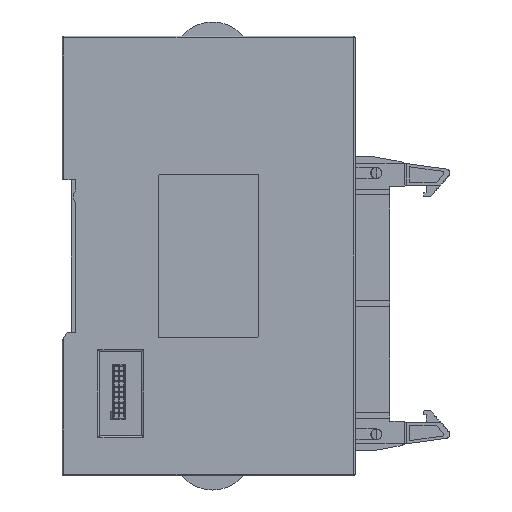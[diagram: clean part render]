
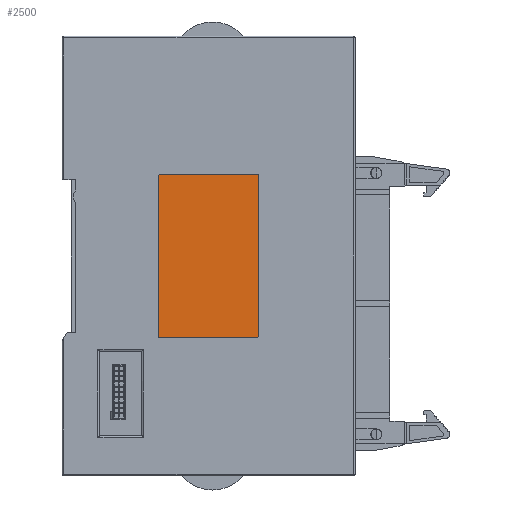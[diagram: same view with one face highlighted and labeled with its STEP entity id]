
A CAD part, left-side view. The second image highlights one B-rep face of the part: STEP entity #2500.
In plain terms, the highlighted planar face has unit normal (-1, 0, 0).
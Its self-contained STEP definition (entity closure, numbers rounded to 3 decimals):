
#308=(
BOUNDED_CURVE()
B_SPLINE_CURVE(2,(#52307,#52308,#52309),.UNSPECIFIED.,.F.,.F.)
B_SPLINE_CURVE_WITH_KNOTS((3,3),(0.,1.),.UNSPECIFIED.)
CURVE()
GEOMETRIC_REPRESENTATION_ITEM()
RATIONAL_B_SPLINE_CURVE((1.,0.707,1.))
REPRESENTATION_ITEM('')
);
#310=(
BOUNDED_CURVE()
B_SPLINE_CURVE(2,(#52323,#52324,#52325),.UNSPECIFIED.,.F.,.F.)
B_SPLINE_CURVE_WITH_KNOTS((3,3),(0.,1.),.UNSPECIFIED.)
CURVE()
GEOMETRIC_REPRESENTATION_ITEM()
RATIONAL_B_SPLINE_CURVE((1.,0.707,1.))
REPRESENTATION_ITEM('')
);
#312=(
BOUNDED_CURVE()
B_SPLINE_CURVE(2,(#52343,#52344,#52345),.UNSPECIFIED.,.F.,.F.)
B_SPLINE_CURVE_WITH_KNOTS((3,3),(0.,1.),.UNSPECIFIED.)
CURVE()
GEOMETRIC_REPRESENTATION_ITEM()
RATIONAL_B_SPLINE_CURVE((1.,0.707,1.))
REPRESENTATION_ITEM('')
);
#314=(
BOUNDED_CURVE()
B_SPLINE_CURVE(2,(#52355,#52356,#52357),.UNSPECIFIED.,.F.,.F.)
B_SPLINE_CURVE_WITH_KNOTS((3,3),(0.,1.),.UNSPECIFIED.)
CURVE()
GEOMETRIC_REPRESENTATION_ITEM()
RATIONAL_B_SPLINE_CURVE((1.,0.707,1.))
REPRESENTATION_ITEM('')
);
#2500=ADVANCED_FACE('',(#4153),#30398,.T.);
#4153=FACE_OUTER_BOUND('',#5962,.T.);
#5962=EDGE_LOOP('',(#14573,#14574,#14575,#14576,#14577,#14578,#14579,#14580));
#14573=ORIENTED_EDGE('',*,*,#19557,.F.);
#14574=ORIENTED_EDGE('',*,*,#19544,.F.);
#14575=ORIENTED_EDGE('',*,*,#19536,.F.);
#14576=ORIENTED_EDGE('',*,*,#19538,.F.);
#14577=ORIENTED_EDGE('',*,*,#19543,.F.);
#14578=ORIENTED_EDGE('',*,*,#19547,.F.);
#14579=ORIENTED_EDGE('',*,*,#19552,.F.);
#14580=ORIENTED_EDGE('',*,*,#19553,.F.);
#19536=EDGE_CURVE('',#28474,#28475,#308,.T.);
#19538=EDGE_CURVE('',#28476,#28474,#24406,.T.);
#19543=EDGE_CURVE('',#28479,#28476,#310,.T.);
#19544=EDGE_CURVE('',#28475,#28480,#24410,.T.);
#19547=EDGE_CURVE('',#28482,#28479,#24413,.T.);
#19552=EDGE_CURVE('',#28485,#28482,#312,.T.);
#19553=EDGE_CURVE('',#28486,#28485,#24417,.T.);
#19557=EDGE_CURVE('',#28480,#28486,#314,.T.);
#24406=B_SPLINE_CURVE_WITH_KNOTS('',1,(#52312,#52313),.UNSPECIFIED.,.F.,
 .F.,(2,2),(0.,23.),.UNSPECIFIED.);
#24410=B_SPLINE_CURVE_WITH_KNOTS('',1,(#52326,#52327),.UNSPECIFIED.,.F.,
 .F.,(2,2),(0.,38.),.UNSPECIFIED.);
#24413=B_SPLINE_CURVE_WITH_KNOTS('',1,(#52332,#52333),.UNSPECIFIED.,.F.,
 .F.,(2,2),(0.,38.),.UNSPECIFIED.);
#24417=B_SPLINE_CURVE_WITH_KNOTS('',1,(#52346,#52347),.UNSPECIFIED.,.F.,
 .F.,(2,2),(0.,23.),.UNSPECIFIED.);
#28474=VERTEX_POINT('',#44945);
#28475=VERTEX_POINT('',#44946);
#28476=VERTEX_POINT('',#44947);
#28479=VERTEX_POINT('',#44950);
#28480=VERTEX_POINT('',#44951);
#28482=VERTEX_POINT('',#44953);
#28485=VERTEX_POINT('',#44956);
#28486=VERTEX_POINT('',#44957);
#30398=PLANE('',#32192);
#32192=AXIS2_PLACEMENT_3D('',#42598,#33819,$);
#33819=DIRECTION('',(-1.,0.,0.));
#42598=CARTESIAN_POINT('',(-345.703,-71.468,212.686));
#44945=CARTESIAN_POINT('',(-345.703,-97.38,255.598));
#44946=CARTESIAN_POINT('',(-345.703,-97.88,255.098));
#44947=CARTESIAN_POINT('',(-345.703,-74.38,255.598));
#44950=CARTESIAN_POINT('',(-345.703,-73.88,255.098));
#44951=CARTESIAN_POINT('',(-345.703,-97.88,217.098));
#44953=CARTESIAN_POINT('',(-345.703,-73.88,217.098));
#44956=CARTESIAN_POINT('',(-345.703,-74.38,216.598));
#44957=CARTESIAN_POINT('',(-345.703,-97.38,216.598));
#52307=CARTESIAN_POINT('',(-345.703,-97.38,255.598));
#52308=CARTESIAN_POINT('',(-345.703,-97.88,255.598));
#52309=CARTESIAN_POINT('',(-345.703,-97.88,255.098));
#52312=CARTESIAN_POINT('',(-345.703,-74.38,255.598));
#52313=CARTESIAN_POINT('',(-345.703,-97.38,255.598));
#52323=CARTESIAN_POINT('',(-345.703,-73.88,255.098));
#52324=CARTESIAN_POINT('',(-345.703,-73.88,255.598));
#52325=CARTESIAN_POINT('',(-345.703,-74.38,255.598));
#52326=CARTESIAN_POINT('',(-345.703,-97.88,255.098));
#52327=CARTESIAN_POINT('',(-345.703,-97.88,217.098));
#52332=CARTESIAN_POINT('',(-345.703,-73.88,217.098));
#52333=CARTESIAN_POINT('',(-345.703,-73.88,255.098));
#52343=CARTESIAN_POINT('',(-345.703,-74.38,216.598));
#52344=CARTESIAN_POINT('',(-345.703,-73.88,216.598));
#52345=CARTESIAN_POINT('',(-345.703,-73.88,217.098));
#52346=CARTESIAN_POINT('',(-345.703,-97.38,216.598));
#52347=CARTESIAN_POINT('',(-345.703,-74.38,216.598));
#52355=CARTESIAN_POINT('',(-345.703,-97.88,217.098));
#52356=CARTESIAN_POINT('',(-345.703,-97.88,216.598));
#52357=CARTESIAN_POINT('',(-345.703,-97.38,216.598));
